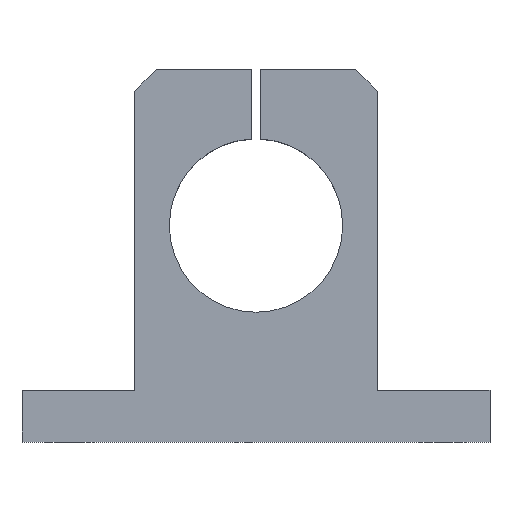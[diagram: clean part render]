
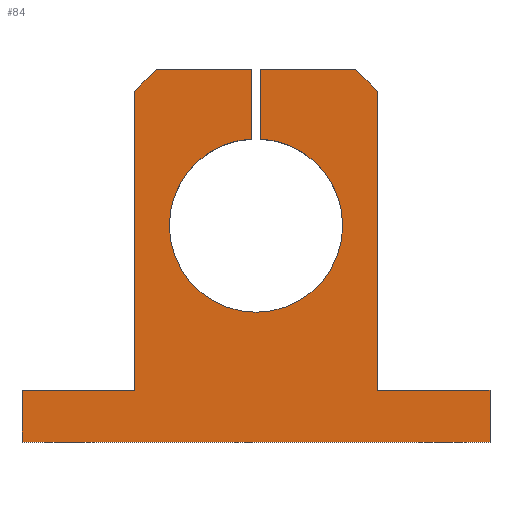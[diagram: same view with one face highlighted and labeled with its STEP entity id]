
A CAD part, top view. The second image highlights one B-rep face of the part: STEP entity #84.
In plain terms, the highlighted planar face has unit normal (0, 0, 1).
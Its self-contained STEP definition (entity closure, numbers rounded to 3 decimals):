
#84 = ADVANCED_FACE( '', ( #177 ), #178, .T. );
#177 = FACE_OUTER_BOUND( '', #263, .T. );
#178 = PLANE( '', #264 );
#263 = EDGE_LOOP( '', ( #435, #436, #437, #438, #439, #440, #441, #442, #443, #444, #445, #446, #447, #448 ) );
#264 = AXIS2_PLACEMENT_3D( '', #449, #450, #451 );
#435 = ORIENTED_EDGE( '', *, *, #489, .T. );
#436 = ORIENTED_EDGE( '', *, *, #537, .T. );
#437 = ORIENTED_EDGE( '', *, *, #540, .T. );
#438 = ORIENTED_EDGE( '', *, *, #517, .T. );
#439 = ORIENTED_EDGE( '', *, *, #482, .T. );
#440 = ORIENTED_EDGE( '', *, *, #506, .T. );
#441 = ORIENTED_EDGE( '', *, *, #513, .T. );
#442 = ORIENTED_EDGE( '', *, *, #533, .T. );
#443 = ORIENTED_EDGE( '', *, *, #529, .F. );
#444 = ORIENTED_EDGE( '', *, *, #494, .T. );
#445 = ORIENTED_EDGE( '', *, *, #541, .T. );
#446 = ORIENTED_EDGE( '', *, *, #477, .T. );
#447 = ORIENTED_EDGE( '', *, *, #500, .T. );
#448 = ORIENTED_EDGE( '', *, *, #509, .T. );
#449 = CARTESIAN_POINT( '', ( 0., 50., 32. ) );
#450 = DIRECTION( '', ( 0., 0., 1. ) );
#451 = DIRECTION( '', ( 1., 0., 0. ) );
#477 = EDGE_CURVE( '', #560, #558, #561, .T. );
#482 = EDGE_CURVE( '', #569, #567, #570, .T. );
#489 = EDGE_CURVE( '', #582, #580, #583, .T. );
#494 = EDGE_CURVE( '', #591, #589, #592, .T. );
#500 = EDGE_CURVE( '', #558, #599, #601, .T. );
#506 = EDGE_CURVE( '', #567, #608, #610, .T. );
#509 = EDGE_CURVE( '', #599, #582, #613, .T. );
#513 = EDGE_CURVE( '', #608, #617, #619, .T. );
#517 = EDGE_CURVE( '', #624, #569, #625, .T. );
#529 = EDGE_CURVE( '', #591, #641, #642, .T. );
#533 = EDGE_CURVE( '', #617, #641, #646, .T. );
#537 = EDGE_CURVE( '', #580, #650, #652, .T. );
#540 = EDGE_CURVE( '', #650, #624, #655, .T. );
#541 = EDGE_CURVE( '', #589, #560, #656, .T. );
#558 = VERTEX_POINT( '', #674 );
#560 = VERTEX_POINT( '', #677 );
#561 = LINE( '', #678, #679 );
#567 = VERTEX_POINT( '', #686 );
#569 = VERTEX_POINT( '', #689 );
#570 = LINE( '', #690, #691 );
#580 = VERTEX_POINT( '', #705 );
#582 = VERTEX_POINT( '', #708 );
#583 = LINE( '', #709, #710 );
#589 = VERTEX_POINT( '', #718 );
#591 = VERTEX_POINT( '', #721 );
#592 = LINE( '', #722, #723 );
#599 = VERTEX_POINT( '', #732 );
#601 = LINE( '', #735, #736 );
#608 = VERTEX_POINT( '', #744 );
#610 = LINE( '', #747, #748 );
#613 = LINE( '', #752, #753 );
#617 = VERTEX_POINT( '', #758 );
#619 = LINE( '', #761, #762 );
#624 = VERTEX_POINT( '', #768 );
#625 = LINE( '', #769, #770 );
#641 = VERTEX_POINT( '', #791 );
#642 = CIRCLE( '', #792, 20. );
#646 = LINE( '', #797, #798 );
#650 = VERTEX_POINT( '', #802 );
#652 = LINE( '', #805, #806 );
#655 = LINE( '', #809, #810 );
#656 = LINE( '', #811, #812 );
#674 = CARTESIAN_POINT( '', ( -28., 81., 32. ) );
#677 = CARTESIAN_POINT( '', ( -23., 86., 32. ) );
#678 = CARTESIAN_POINT( '', ( -23., 86., 32. ) );
#679 = VECTOR( '', #829, 1000. );
#686 = CARTESIAN_POINT( '', ( 28., 81., 32. ) );
#689 = CARTESIAN_POINT( '', ( 28., 12., 32. ) );
#690 = CARTESIAN_POINT( '', ( 28., 12., 32. ) );
#691 = VECTOR( '', #835, 1000. );
#705 = CARTESIAN_POINT( '', ( -54., 0., 32. ) );
#708 = CARTESIAN_POINT( '', ( -54., 12., 32. ) );
#709 = CARTESIAN_POINT( '', ( -54., 12., 32. ) );
#710 = VECTOR( '', #841, 1000. );
#718 = CARTESIAN_POINT( '', ( -1., 86., 32. ) );
#721 = CARTESIAN_POINT( '', ( -1., 69.975, 32. ) );
#722 = CARTESIAN_POINT( '', ( -1., 69.975, 32. ) );
#723 = VECTOR( '', #845, 1000. );
#732 = CARTESIAN_POINT( '', ( -28., 12., 32. ) );
#735 = CARTESIAN_POINT( '', ( -28., 81., 32. ) );
#736 = VECTOR( '', #852, 1000. );
#744 = CARTESIAN_POINT( '', ( 23., 86., 32. ) );
#747 = CARTESIAN_POINT( '', ( 28., 81., 32. ) );
#748 = VECTOR( '', #861, 1000. );
#752 = CARTESIAN_POINT( '', ( -28., 12., 32. ) );
#753 = VECTOR( '', #863, 1000. );
#758 = CARTESIAN_POINT( '', ( 1., 86., 32. ) );
#761 = CARTESIAN_POINT( '', ( 23., 86., 32. ) );
#762 = VECTOR( '', #866, 1000. );
#768 = CARTESIAN_POINT( '', ( 54., 12., 32. ) );
#769 = CARTESIAN_POINT( '', ( 54., 12., 32. ) );
#770 = VECTOR( '', #868, 1000. );
#791 = CARTESIAN_POINT( '', ( 1., 69.975, 32. ) );
#792 = AXIS2_PLACEMENT_3D( '', #883, #884, #885 );
#797 = CARTESIAN_POINT( '', ( 1., 86., 32. ) );
#798 = VECTOR( '', #887, 1000. );
#802 = CARTESIAN_POINT( '', ( 54., 0., 32. ) );
#805 = CARTESIAN_POINT( '', ( -54., 0., 32. ) );
#806 = VECTOR( '', #892, 1000. );
#809 = CARTESIAN_POINT( '', ( 54., 0., 32. ) );
#810 = VECTOR( '', #893, 1000. );
#811 = CARTESIAN_POINT( '', ( -1., 86., 32. ) );
#812 = VECTOR( '', #894, 1000. );
#829 = DIRECTION( '', ( -0.707, -0.707, 0. ) );
#835 = DIRECTION( '', ( 0., 1., 0. ) );
#841 = DIRECTION( '', ( 0., -1., 0. ) );
#845 = DIRECTION( '', ( 0., 1., 0. ) );
#852 = DIRECTION( '', ( 0., -1., 0. ) );
#861 = DIRECTION( '', ( -0.707, 0.707, 0. ) );
#863 = DIRECTION( '', ( -1., 0., 0. ) );
#866 = DIRECTION( '', ( -1., 0., 0. ) );
#868 = DIRECTION( '', ( -1., 0., 0. ) );
#883 = CARTESIAN_POINT( '', ( 0., 50., 32. ) );
#884 = DIRECTION( '', ( 0., 0., 1. ) );
#885 = DIRECTION( '', ( 1., 0., 0. ) );
#887 = DIRECTION( '', ( 0., -1., 0. ) );
#892 = DIRECTION( '', ( 1., 0., 0. ) );
#893 = DIRECTION( '', ( 0., 1., 0. ) );
#894 = DIRECTION( '', ( -1., 0., 0. ) );
